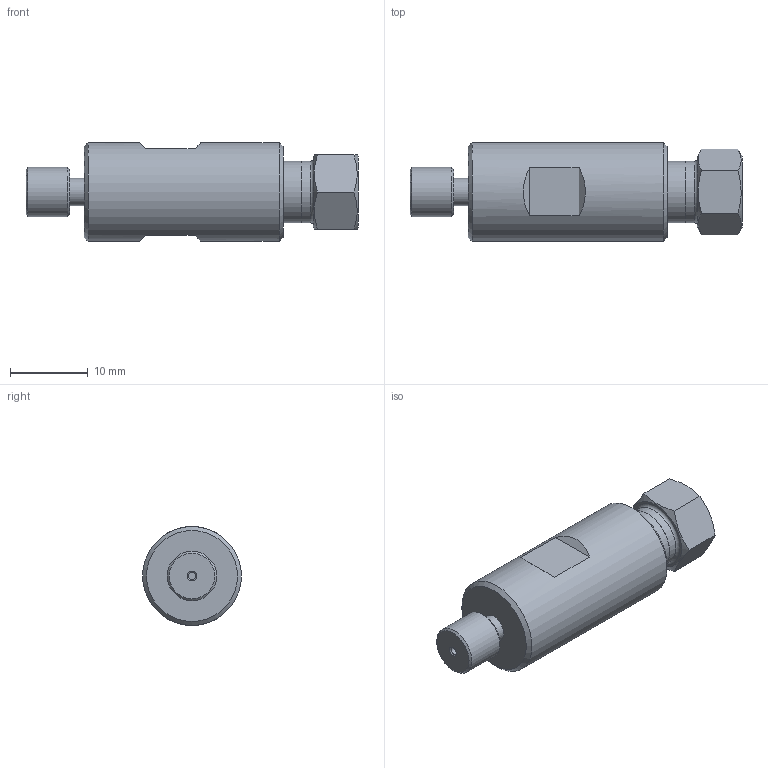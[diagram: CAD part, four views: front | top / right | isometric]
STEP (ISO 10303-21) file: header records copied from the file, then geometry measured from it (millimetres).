
FILE_DESCRIPTION((''),'2;1');
FILE_NAME('305260-ZRU2.5LFPK Internal reducing union.stp','2013-08-21T11:42:36',('Franzp'),(''),'Autodesk Inventor 2013','Autodesk Inventor 2013','');
FILE_SCHEMA(('AUTOMOTIVE_DESIGN { 1 0 10303 214 1 1 1 1 }'));
Length unit declared in the file: millimetre
Products named in the file (1): 305260_Shrinkwrap_1
Bounding box: 42.59 x 12.7 x 12.7 mm (x, y, z)
Surface area: 2105.8 mm2 (no closed solid volume)
Topology: 0 solids, 6 shells, 35 faces, 76 edges, 49 vertices
Faces by surface type: plane 18, cone 9, cylinder 7, torus 1
Full cylindrical faces by diameter (mm): 0.94 x1, 3.3 x1, 3.505 x1, 6.35 x1, 7.874 x1, 7.938 x1, 12.7 x1
Entity records: 934 total; most frequent: CARTESIAN_POINT 164, DIRECTION 148, ORIENTED_EDGE 103, AXIS2_PLACEMENT_3D 67, EDGE_LOOP 59, EDGE_CURVE 57, VERTEX_POINT 47, FACE_OUTER_BOUND 35
